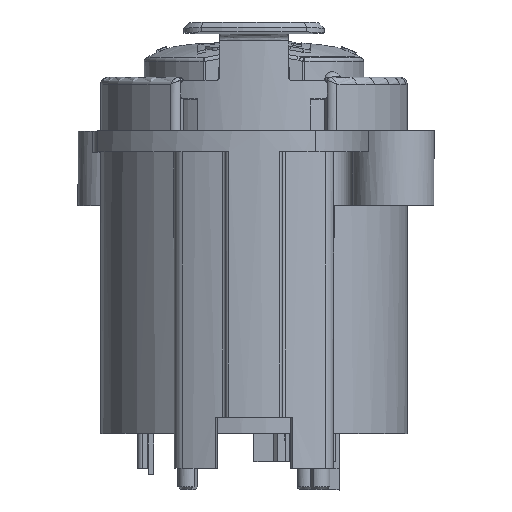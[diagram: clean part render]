
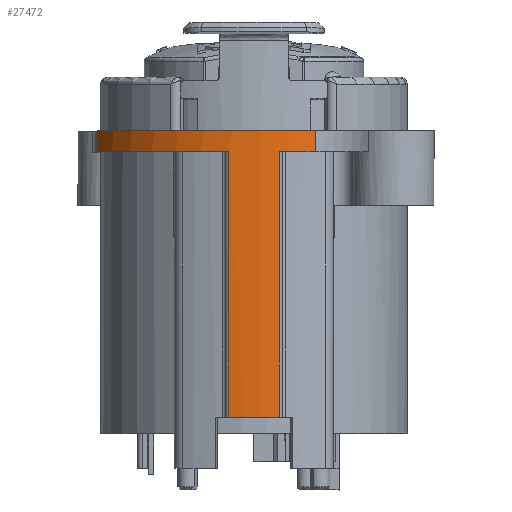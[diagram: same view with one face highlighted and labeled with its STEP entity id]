
A CAD part, top view. The second image highlights one B-rep face of the part: STEP entity #27472.
In plain terms, the highlighted cylindrical face has radius 12.5 mm (diameter 25 mm), a partial arc.
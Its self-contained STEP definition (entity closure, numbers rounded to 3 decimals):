
#6654=CARTESIAN_POINT('',(0.,32.352,
12.5));
#6655=DIRECTION('',(0.,-1.,0.));
#6656=DIRECTION('',(-0.143,0.,0.99));
#6657=AXIS2_PLACEMENT_3D('',#6654,#6655,#6656);
#6659=DIRECTION('',(0.,1.,0.));
#6660=VECTOR('',#6659,1.5);
#6661=CARTESIAN_POINT('',(-11.1,32.352,18.248));
#6662=LINE('',#6661,#6660);
#6663=CARTESIAN_POINT('',(0.,33.852,
12.5));
#6664=DIRECTION('',(0.,1.,0.));
#6665=DIRECTION('',(-0.888,0.,0.46));
#6666=AXIS2_PLACEMENT_3D('',#6663,#6664,#6665);
#6668=DIRECTION('',(0.,1.,0.));
#6669=VECTOR('',#6668,18.85);
#6670=CARTESIAN_POINT('',(-1.786,13.502,24.872));
#6671=LINE('',#6670,#6669);
#8844=CARTESIAN_POINT('',(0.,13.502,
12.5));
#8845=DIRECTION('',(0.,1.,0.));
#8846=DIRECTION('',(-0.143,0.,0.99));
#8847=AXIS2_PLACEMENT_3D('',#8844,#8845,#8846);
#8928=DIRECTION('',(0.,1.,0.));
#8929=VECTOR('',#8928,18.85);
#8930=CARTESIAN_POINT('',(1.786,13.502,24.872));
#8931=LINE('',#8930,#8929);
#8985=CARTESIAN_POINT('',(0.,32.352,
12.5));
#8986=DIRECTION('',(0.,1.,0.));
#8987=DIRECTION('',(0.143,0.,0.99));
#8988=AXIS2_PLACEMENT_3D('',#8985,#8986,#8987);
#9036=DIRECTION('',(0.,1.,0.));
#9037=VECTOR('',#9036,1.5);
#9038=CARTESIAN_POINT('',(4.392,32.352,24.203));
#9039=LINE('',#9038,#9037);
#16430=CARTESIAN_POINT('',(1.786,32.352,24.872));
#16431=VERTEX_POINT('',#16430);
#16432=CARTESIAN_POINT('',(4.392,32.352,24.203));
#16433=VERTEX_POINT('',#16432);
#16574=CARTESIAN_POINT('',(-1.786,13.502,
24.872));
#16575=VERTEX_POINT('',#16574);
#16576=CARTESIAN_POINT('',(1.786,13.502,24.872));
#16577=VERTEX_POINT('',#16576);
#16598=CARTESIAN_POINT('',(-1.786,32.352,
24.872));
#16599=VERTEX_POINT('',#16598);
#16600=CARTESIAN_POINT('',(4.392,33.852,24.203));
#16601=VERTEX_POINT('',#16600);
#17403=CARTESIAN_POINT('',(-11.1,32.352,
18.248));
#17405=VERTEX_POINT('',#17403);
#17809=CARTESIAN_POINT('',(-11.1,33.852,
18.248));
#17811=VERTEX_POINT('',#17809);
#27451=CARTESIAN_POINT('',(0.,37.352,
12.5));
#27452=DIRECTION('',(0.,-1.,0.));
#27453=DIRECTION('',(-0.888,0.,0.46));
#27454=AXIS2_PLACEMENT_3D('',#27451,#27452,#27453);
#27455=CYLINDRICAL_SURFACE('',#27454,12.5);
#27457=ORIENTED_EDGE('',*,*,#27456,.T.);
#27458=ORIENTED_EDGE('',*,*,#27443,.T.);
#27459=ORIENTED_EDGE('',*,*,#26211,.T.);
#27461=ORIENTED_EDGE('',*,*,#27460,.F.);
#27463=ORIENTED_EDGE('',*,*,#27462,.F.);
#27465=ORIENTED_EDGE('',*,*,#27464,.F.);
#27467=ORIENTED_EDGE('',*,*,#27466,.F.);
#27469=ORIENTED_EDGE('',*,*,#27468,.T.);
#27470=EDGE_LOOP('',(#27457,#27458,#27459,#27461,#27463,#27465,#27467,#27469));
#27471=FACE_OUTER_BOUND('',#27470,.F.);
#6658=CIRCLE('',#6657,12.5);
#6667=CIRCLE('',#6666,12.5);
#8848=CIRCLE('',#8847,12.5);
#8989=CIRCLE('',#8988,12.5);
#26211=EDGE_CURVE('',#17811,#16601,#6667,.T.);
#27443=EDGE_CURVE('',#17405,#17811,#6662,.T.);
#27456=EDGE_CURVE('',#16599,#17405,#6658,.T.);
#27460=EDGE_CURVE('',#16433,#16601,#9039,.T.);
#27462=EDGE_CURVE('',#16431,#16433,#8989,.T.);
#27464=EDGE_CURVE('',#16577,#16431,#8931,.T.);
#27466=EDGE_CURVE('',#16575,#16577,#8848,.T.);
#27468=EDGE_CURVE('',#16575,#16599,#6671,.T.);
#27472=ADVANCED_FACE('',(#27471),#27455,.T.);
